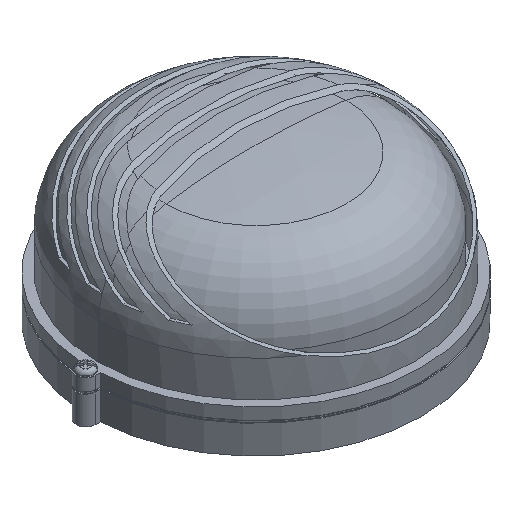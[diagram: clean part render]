
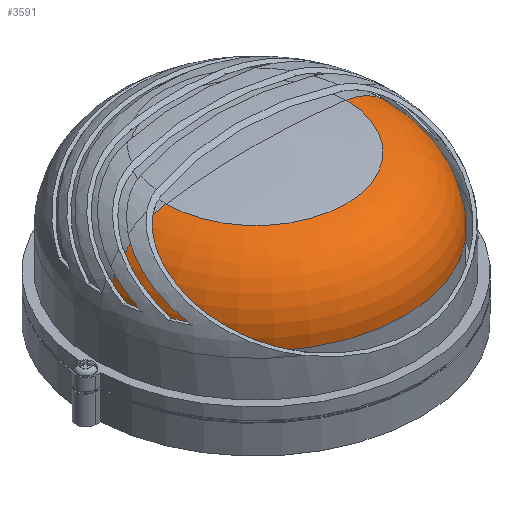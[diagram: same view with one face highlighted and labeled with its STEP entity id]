
A CAD part, isometric view. The second image highlights one B-rep face of the part: STEP entity #3591.
In plain terms, the highlighted toroidal (fillet/blend) face has major radius 42.476 mm and minor radius 36.024 mm.
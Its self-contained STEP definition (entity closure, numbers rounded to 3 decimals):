
#211 = DIRECTION ( 'NONE',  ( 0., 0., 1. ) ) ;
#444 = DIRECTION ( 'NONE',  ( -1., 0., 0. ) ) ;
#467 = DIRECTION ( 'NONE',  ( 0., -1., 0. ) ) ;
#572 = CARTESIAN_POINT ( 'NONE',  ( 0., 0., 41.5 ) ) ;
#868 = CARTESIAN_POINT ( 'NONE',  ( 0., 0., 77.172 ) ) ;
#1003 = DIRECTION ( 'NONE',  ( 0., 0., 1. ) ) ;
#1294 = DIRECTION ( 'NONE',  ( 1., 0., 0. ) ) ;
#1613 = VERTEX_POINT ( 'NONE', #2692 ) ;
#1739 = AXIS2_PLACEMENT_3D ( 'NONE', #572, #1003, #2264 ) ;
#1868 = VERTEX_POINT ( 'NONE', #3656 ) ;
#2099 = TOROIDAL_SURFACE ( 'NONE', #1739, 42.476, 36.024 ) ;
#2105 = FACE_OUTER_BOUND ( 'NONE', #5308, .T. ) ;
#2264 = DIRECTION ( 'NONE',  ( 1., 0., 0. ) ) ;
#2270 = AXIS2_PLACEMENT_3D ( 'NONE', #2754, #211, #3183 ) ;
#2380 = CIRCLE ( 'NONE', #2270, 78.5 ) ;
#2477 = AXIS2_PLACEMENT_3D ( 'NONE', #868, #3812, #1294 ) ;
#2506 = CIRCLE ( 'NONE', #2477, 47.5 ) ;
#2692 = CARTESIAN_POINT ( 'NONE',  ( 47.5, 0., 77.172 ) ) ;
#2754 = CARTESIAN_POINT ( 'NONE',  ( 0., 0., 41.5 ) ) ;
#2853 = CARTESIAN_POINT ( 'NONE',  ( -47.5, 0., 77.172 ) ) ;
#2870 = EDGE_CURVE ( 'NONE', #4872, #1613, #2506, .T. ) ;
#2965 = DIRECTION ( 'NONE',  ( 0., 1., 0. ) ) ;
#2990 = CARTESIAN_POINT ( 'NONE',  ( 42.476, 0., 41.5 ) ) ;
#3134 = EDGE_CURVE ( 'NONE', #4231, #1868, #2380, .T. ) ;
#3183 = DIRECTION ( 'NONE',  ( 1., 0., 0. ) ) ;
#3390 = CARTESIAN_POINT ( 'NONE',  ( -78.5, 0., 41.5 ) ) ;
#3402 = DIRECTION ( 'NONE',  ( 0., 0., -1. ) ) ;
#3591 = ADVANCED_FACE ( 'NONE', ( #2105 ), #2099, .T. ) ;
#3656 = CARTESIAN_POINT ( 'NONE',  ( 78.5, 0., 41.5 ) ) ;
#3812 = DIRECTION ( 'NONE',  ( 0., 0., 1. ) ) ;
#4063 = CIRCLE ( 'NONE', #4225, 36.024 ) ;
#4088 = CIRCLE ( 'NONE', #4282, 36.024 ) ;
#4225 = AXIS2_PLACEMENT_3D ( 'NONE', #2990, #467, #3402 ) ;
#4231 = VERTEX_POINT ( 'NONE', #3390 ) ;
#4282 = AXIS2_PLACEMENT_3D ( 'NONE', #5761, #2965, #444 ) ;
#4803 = ORIENTED_EDGE ( 'NONE', *, *, #5531, .F. ) ;
#4817 = ORIENTED_EDGE ( 'NONE', *, *, #3134, .T. ) ;
#4865 = ORIENTED_EDGE ( 'NONE', *, *, #5564, .T. ) ;
#4872 = VERTEX_POINT ( 'NONE', #2853 ) ;
#4935 = ORIENTED_EDGE ( 'NONE', *, *, #2870, .F. ) ;
#5308 = EDGE_LOOP ( 'NONE', ( #4803, #4817, #4865, #4935 ) ) ;
#5531 = EDGE_CURVE ( 'NONE', #4231, #4872, #4088, .T. ) ;
#5564 = EDGE_CURVE ( 'NONE', #1868, #1613, #4063, .T. ) ;
#5761 = CARTESIAN_POINT ( 'NONE',  ( -42.476, 0., 41.5 ) ) ;
